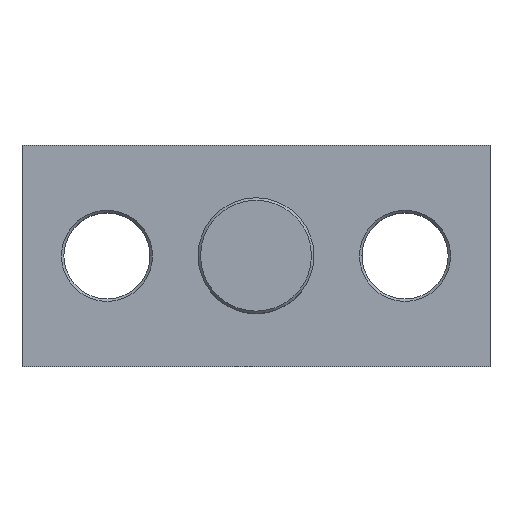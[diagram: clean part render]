
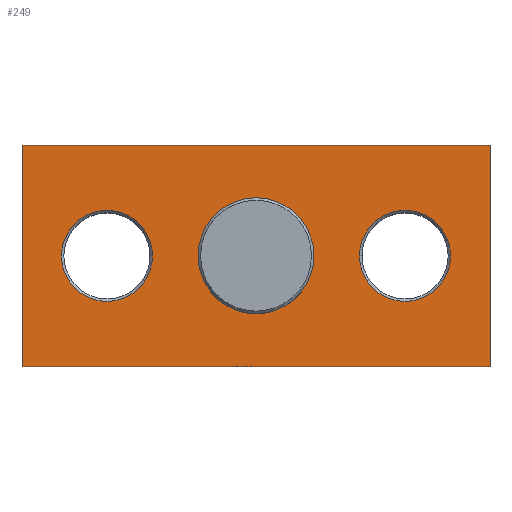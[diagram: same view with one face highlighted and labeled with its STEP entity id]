
A CAD part, top view. The second image highlights one B-rep face of the part: STEP entity #249.
In plain terms, the highlighted planar face has unit normal (0, 0, 1).
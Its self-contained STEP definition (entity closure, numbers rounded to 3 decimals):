
#25=FACE_BOUND('',#77,.T.);
#26=FACE_BOUND('',#78,.T.);
#27=FACE_BOUND('',#79,.T.);
#42=CIRCLE('',#271,9.25);
#43=CIRCLE('',#272,9.25);
#44=CIRCLE('',#273,11.75);
#57=FACE_OUTER_BOUND('',#76,.T.);
#76=EDGE_LOOP('',(#186,#187,#188,#189));
#77=EDGE_LOOP('',(#190));
#78=EDGE_LOOP('',(#191));
#79=EDGE_LOOP('',(#192));
#112=LINE('',#390,#124);
#113=LINE('',#392,#125);
#114=LINE('',#394,#126);
#115=LINE('',#395,#127);
#124=VECTOR('',#308,45.);
#125=VECTOR('',#309,95.);
#126=VECTOR('',#310,45.);
#127=VECTOR('',#311,95.);
#136=VERTEX_POINT('',#388);
#137=VERTEX_POINT('',#389);
#138=VERTEX_POINT('',#391);
#139=VERTEX_POINT('',#393);
#140=VERTEX_POINT('',#396);
#141=VERTEX_POINT('',#398);
#142=VERTEX_POINT('',#400);
#159=EDGE_CURVE('',#136,#137,#112,.T.);
#160=EDGE_CURVE('',#138,#136,#113,.T.);
#161=EDGE_CURVE('',#139,#138,#114,.T.);
#162=EDGE_CURVE('',#137,#139,#115,.T.);
#163=EDGE_CURVE('',#140,#140,#42,.T.);
#164=EDGE_CURVE('',#141,#141,#43,.T.);
#165=EDGE_CURVE('',#142,#142,#44,.T.);
#186=ORIENTED_EDGE('',*,*,#159,.F.);
#187=ORIENTED_EDGE('',*,*,#160,.F.);
#188=ORIENTED_EDGE('',*,*,#161,.F.);
#189=ORIENTED_EDGE('',*,*,#162,.F.);
#190=ORIENTED_EDGE('',*,*,#163,.F.);
#191=ORIENTED_EDGE('',*,*,#164,.F.);
#192=ORIENTED_EDGE('',*,*,#165,.T.);
#240=PLANE('',#270);
#249=ADVANCED_FACE('',(#57,#25,#26,#27),#240,.F.);
#270=AXIS2_PLACEMENT_3D('',#387,#306,#307);
#271=AXIS2_PLACEMENT_3D('',#397,#312,#313);
#272=AXIS2_PLACEMENT_3D('',#399,#314,#315);
#273=AXIS2_PLACEMENT_3D('',#401,#316,#317);
#306=DIRECTION('center_axis',(0.,0.,-1.));
#307=DIRECTION('ref_axis',(-1.,0.,0.));
#308=DIRECTION('',(0.,-1.,0.));
#309=DIRECTION('',(1.,0.,0.));
#310=DIRECTION('',(0.,1.,0.));
#311=DIRECTION('',(-1.,0.,0.));
#312=DIRECTION('center_axis',(0.,0.,1.));
#313=DIRECTION('ref_axis',(-1.,0.,0.));
#314=DIRECTION('center_axis',(0.,0.,1.));
#315=DIRECTION('ref_axis',(-1.,0.,0.));
#316=DIRECTION('center_axis',(0.,0.,-1.));
#317=DIRECTION('ref_axis',(-1.,0.,0.));
#387=CARTESIAN_POINT('Origin',(0.,0.,28.));
#388=CARTESIAN_POINT('',(47.5,22.5,28.));
#389=CARTESIAN_POINT('',(47.5,-22.5,28.));
#390=CARTESIAN_POINT('',(47.5,22.5,28.));
#391=CARTESIAN_POINT('',(-47.5,22.5,28.));
#392=CARTESIAN_POINT('',(-47.5,22.5,28.));
#393=CARTESIAN_POINT('',(-47.5,-22.5,28.));
#394=CARTESIAN_POINT('',(-47.5,-22.5,28.));
#395=CARTESIAN_POINT('',(47.5,-22.5,28.));
#396=CARTESIAN_POINT('',(-21.,0.,28.));
#397=CARTESIAN_POINT('Origin',(-30.25,0.,28.));
#398=CARTESIAN_POINT('',(39.5,0.,28.));
#399=CARTESIAN_POINT('Origin',(30.25,0.,28.));
#400=CARTESIAN_POINT('',(11.75,0.,28.));
#401=CARTESIAN_POINT('Origin',(0.,0.,28.));
